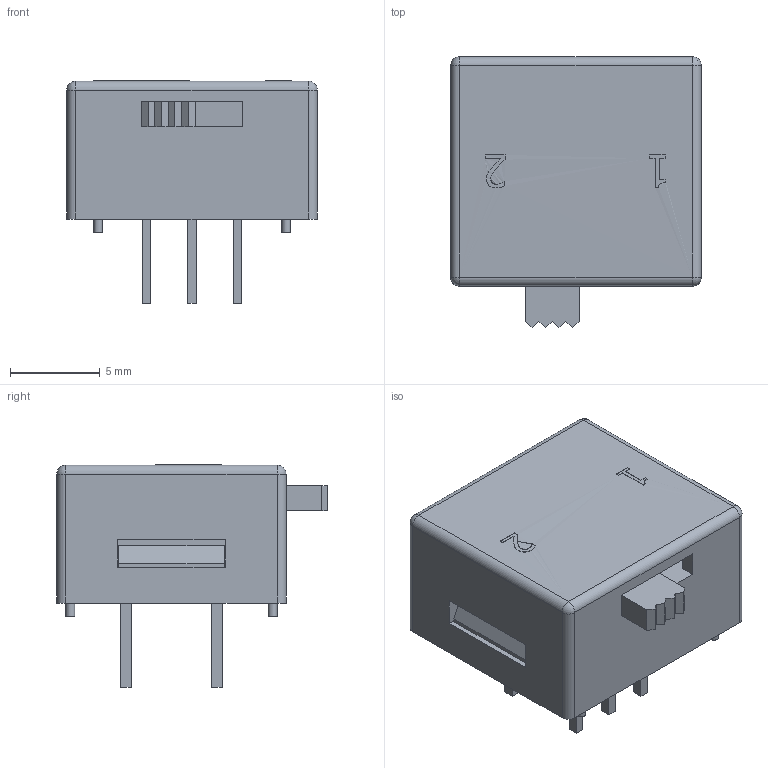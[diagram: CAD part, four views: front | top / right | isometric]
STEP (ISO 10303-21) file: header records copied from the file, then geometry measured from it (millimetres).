
FILE_DESCRIPTION((' '),'2;1');
FILE_NAME('600DPxS3M4x.stp','2017-07-27T15:13:38',(' '),(' '),' ','ACIS',' ');
FILE_SCHEMA(('CONFIG_CONTROL_DESIGN'));
Length unit declared in the file: inch
Products named in the file (1): 600DPxS3M4x.stp
Bounding box: 14 x 15.1 x 12.42 mm (x, y, z)
Volume: 964.8 mm3; surface area: 1546 mm2
Topology: 1 solids, 1 shells, 163 faces, 407 edges, 260 vertices
Faces by surface type: plane 133, cylinder 14, bspline 12, sphere 4
Full cylindrical faces by diameter (mm): 0.5 x4
Entity records: 4889 total; most frequent: CARTESIAN_POINT 984, ORIENTED_EDGE 800, DIRECTION 708, EDGE_CURVE 400, VECTOR 348, LINE 348, VERTEX_POINT 258, EDGE_LOOP 186
